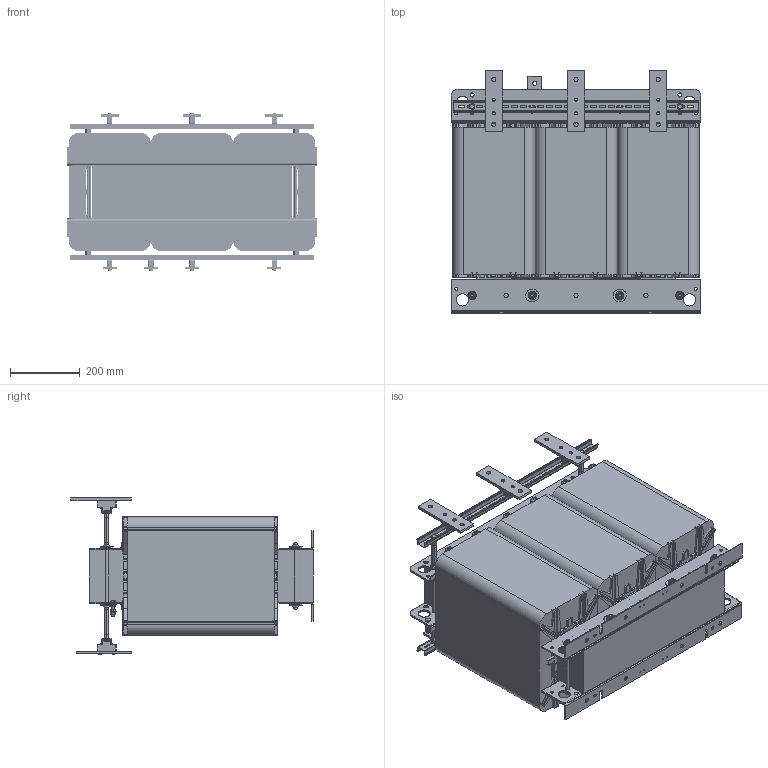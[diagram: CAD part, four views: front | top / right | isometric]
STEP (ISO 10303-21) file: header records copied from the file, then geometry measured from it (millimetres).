
FILE_DESCRIPTION(/* description */ (''),/* implementation_level */ '2;1');
FILE_NAME(/* name */ 'AUTX250.stp',/* time_stamp */ '2023-12-20T10:00:12+01:00',/* author */ ('ops'),/* organization */ (''),/* preprocessor_version */ 'ST-DEVELOPER v16.13',/* originating_system */ 'Autodesk Inventor 2018',/* authorisation */ '');
FILE_SCHEMA (('AUTOMOTIVE_DESIGN { 1 0 10303 214 3 1 1 }'));
Products named in the file (1): AUTX250
Bounding box: 714 x 692 x 450.2 mm (x, y, z)
Volume: 113101486.3 mm3; surface area: 7145211.7 mm2
Topology: 195 solids, 195 shells, 5944 faces, 15574 edges, 10087 vertices
Faces by surface type: plane 4187, cylinder 1335, cone 321, sphere 56, torus 45
Full cylindrical faces by diameter (mm): 3.5 x8, 4.134 x21, 5 x35, 6 x14, 6.4 x8, 6.647 x27, 6.88 x14, 8 x13, 8.4 x21, 9 x20, 10 x4, 11.25 x6, 11.5 x10, 11.63 x4, 11.7 x1, 12 x79, 12.5 x3, 13 x8, 16 x5, 24 x16, 35 x16, 37 x8
Entity records: 184510 total; most frequent: CARTESIAN_POINT 32479, ORIENTED_EDGE 30214, DIRECTION 29514, EDGE_CURVE 15107, LINE 11222, VECTOR 11222, VERTEX_POINT 10059, AXIS2_PLACEMENT_3D 9146
